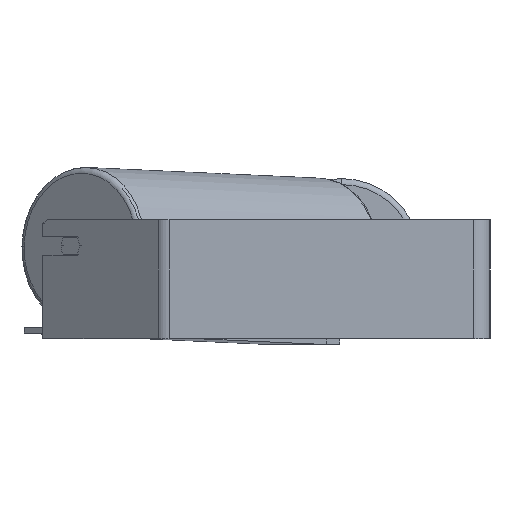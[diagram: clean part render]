
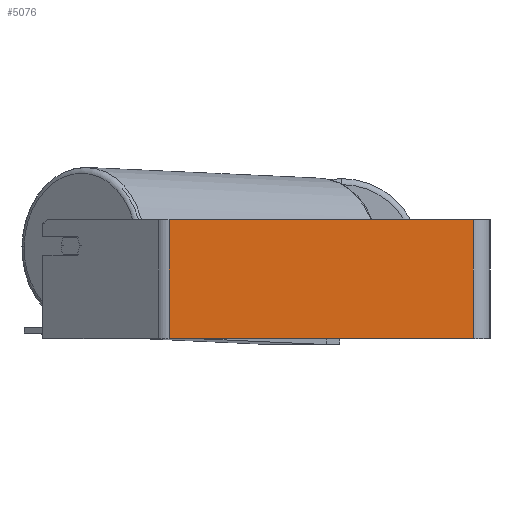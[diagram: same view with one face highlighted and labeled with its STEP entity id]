
A CAD part, left-side view. The second image highlights one B-rep face of the part: STEP entity #5076.
In plain terms, the highlighted planar face has unit normal (-1, 0, 0).
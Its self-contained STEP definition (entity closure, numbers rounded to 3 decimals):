
#319 = CARTESIAN_POINT ( 'NONE',  ( -525., 275.015, 50. ) ) ;
#335 = EDGE_CURVE ( 'NONE', #7018, #3603, #451, .T. ) ;
#405 = VERTEX_POINT ( 'NONE', #5318 ) ;
#451 = LINE ( 'NONE', #319, #4189 ) ;
#556 = CARTESIAN_POINT ( 'NONE',  ( -525., 14., -50. ) ) ;
#1201 = EDGE_CURVE ( 'NONE', #3603, #8073, #3364, .T. ) ;
#1752 = AXIS2_PLACEMENT_3D ( 'NONE', #6050, #6298, #8148 ) ;
#1930 = ORIENTED_EDGE ( 'NONE', *, *, #4496, .T. ) ;
#2252 = CARTESIAN_POINT ( 'NONE',  ( -525., 269.92, 50. ) ) ;
#2305 = CARTESIAN_POINT ( 'NONE',  ( -525., 275.015, -50. ) ) ;
#2432 = DIRECTION ( 'NONE',  ( 0., -1., 0. ) ) ;
#2461 = CARTESIAN_POINT ( 'NONE',  ( -525., 14., 50. ) ) ;
#2490 = VECTOR ( 'NONE', #5645, 1000. ) ;
#2701 = EDGE_LOOP ( 'NONE', ( #4664, #4800, #5427, #1930 ) ) ;
#2865 = LINE ( 'NONE', #2252, #2490 ) ;
#3364 = LINE ( 'NONE', #8837, #7562 ) ;
#3603 = VERTEX_POINT ( 'NONE', #2461 ) ;
#3912 = EDGE_CURVE ( 'NONE', #405, #8073, #6435, .T. ) ;
#3939 = CARTESIAN_POINT ( 'NONE',  ( -525., 269.92, 50. ) ) ;
#4187 = PLANE ( 'NONE',  #1752 ) ;
#4189 = VECTOR ( 'NONE', #2432, 1000. ) ;
#4370 = VECTOR ( 'NONE', #4415, 1000. ) ;
#4415 = DIRECTION ( 'NONE',  ( 0., -1., 0. ) ) ;
#4496 = EDGE_CURVE ( 'NONE', #7018, #405, #2865, .T. ) ;
#4664 = ORIENTED_EDGE ( 'NONE', *, *, #3912, .T. ) ;
#4800 = ORIENTED_EDGE ( 'NONE', *, *, #1201, .F. ) ;
#5076 = ADVANCED_FACE ( 'NONE', ( #8405 ), #4187, .F. ) ;
#5318 = CARTESIAN_POINT ( 'NONE',  ( -525., 269.92, -50. ) ) ;
#5427 = ORIENTED_EDGE ( 'NONE', *, *, #335, .F. ) ;
#5645 = DIRECTION ( 'NONE',  ( 0., 0., -1. ) ) ;
#6050 = CARTESIAN_POINT ( 'NONE',  ( -525., 275.015, 50. ) ) ;
#6298 = DIRECTION ( 'NONE',  ( 1., 0., 0. ) ) ;
#6435 = LINE ( 'NONE', #2305, #4370 ) ;
#7018 = VERTEX_POINT ( 'NONE', #3939 ) ;
#7469 = DIRECTION ( 'NONE',  ( 0., 0., -1. ) ) ;
#7562 = VECTOR ( 'NONE', #7469, 1000. ) ;
#8073 = VERTEX_POINT ( 'NONE', #556 ) ;
#8148 = DIRECTION ( 'NONE',  ( 0., 0., -1. ) ) ;
#8405 = FACE_OUTER_BOUND ( 'NONE', #2701, .T. ) ;
#8837 = CARTESIAN_POINT ( 'NONE',  ( -525., 14., 50. ) ) ;
